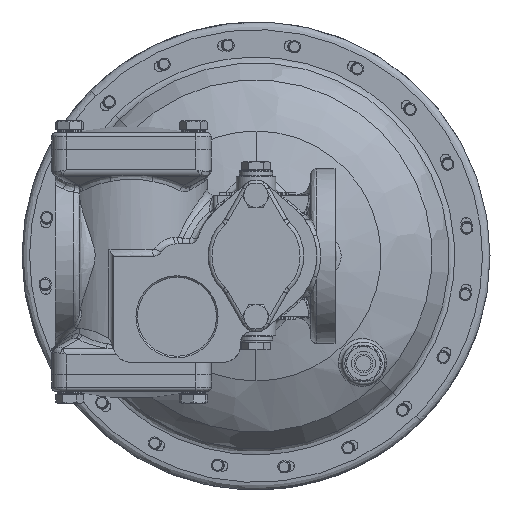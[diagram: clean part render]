
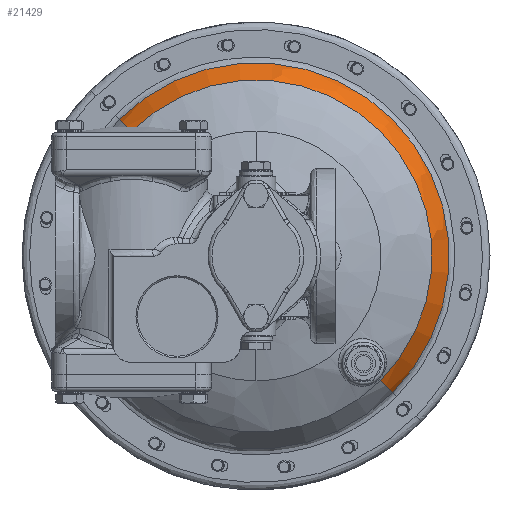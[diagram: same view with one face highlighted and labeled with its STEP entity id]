
A CAD part, front view. The second image highlights one B-rep face of the part: STEP entity #21429.
In plain terms, the highlighted free-form (B-spline) face has degree [3, 3] with [4, 4] control points.
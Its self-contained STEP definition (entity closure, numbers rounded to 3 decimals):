
#4068 = CARTESIAN_POINT ( 'NONE',  ( 307.771, 129.732, 88.261 ) ) ;
#6081 = CIRCLE ( 'NONE', #84091, 115.846 ) ;
#7656 = VERTEX_POINT ( 'NONE', #11540 ) ;
#8824 = CARTESIAN_POINT ( 'NONE',  ( 124.903, 119.65, -81.915 ) ) ;
#10873 = DIRECTION ( 'NONE',  ( 0.707, 0., 0.707 ) ) ;
#11305 = ORIENTED_EDGE ( 'NONE', *, *, #49857, .T. ) ;
#11540 = CARTESIAN_POINT ( 'NONE',  ( -46.917, 136.126, 89.905 ) ) ;
#12587 = DIRECTION ( 'NONE',  ( -0.707, 0., -0.707 ) ) ;
#14151 = CIRCLE ( 'NONE', #87574, 40. ) ;
#14189 = DIRECTION ( 'NONE',  ( 0., -1., 0. ) ) ;
#14551 = CARTESIAN_POINT ( 'NONE',  ( -42.553, 124.122, 85.54 ) ) ;
#21429 = ADVANCED_FACE ( 'NONE', ( #116817 ), #123901, .T. ) ;
#22620 = CIRCLE ( 'NONE', #23231, 40. ) ;
#23231 = AXIS2_PLACEMENT_3D ( 'NONE', #75197, #12587, #85755 ) ;
#25039 = CARTESIAN_POINT ( 'NONE',  ( 299.609, 124.122, 85.54 ) ) ;
#28876 = ORIENTED_EDGE ( 'NONE', *, *, #51692, .T. ) ;
#32664 = CARTESIAN_POINT ( 'NONE',  ( 132.893, 136.126, -89.905 ) ) ;
#35537 = CARTESIAN_POINT ( 'NONE',  ( -38.928, 119.65, 81.915 ) ) ;
#46064 = CARTESIAN_POINT ( 'NONE',  ( 288.734, 119.65, 81.915 ) ) ;
#46215 = CARTESIAN_POINT ( 'NONE',  ( 42.988, 119.65, 0. ) ) ;
#49857 = EDGE_CURVE ( 'NONE', #93714, #7656, #86290, .T. ) ;
#51692 = EDGE_CURVE ( 'NONE', #98319, #82982, #6081, .T. ) ;
#56124 = CARTESIAN_POINT ( 'NONE',  ( 132.893, 136.126, -89.905 ) ) ;
#56716 = DIRECTION ( 'NONE',  ( -0.707, 0., 0.707 ) ) ;
#63649 = ORIENTED_EDGE ( 'NONE', *, *, #88959, .F. ) ;
#66671 = CARTESIAN_POINT ( 'NONE',  ( 131.249, 129.732, 264.783 ) ) ;
#66908 = CARTESIAN_POINT ( 'NONE',  ( -38.928, 119.65, 81.915 ) ) ;
#73492 = CARTESIAN_POINT ( 'NONE',  ( -20.335, 149.794, 63.323 ) ) ;
#75197 = CARTESIAN_POINT ( 'NONE',  ( 106.311, 149.794, -63.323 ) ) ;
#76709 = CARTESIAN_POINT ( 'NONE',  ( 132.893, 136.126, 269.714 ) ) ;
#76789 = CARTESIAN_POINT ( 'NONE',  ( 42.988, 136.126, 0. ) ) ;
#77160 = CARTESIAN_POINT ( 'NONE',  ( 131.249, 129.732, -88.261 ) ) ;
#82982 = VERTEX_POINT ( 'NONE', #8824 ) ;
#84056 = DIRECTION ( 'NONE',  ( -0.707, 0., 0.707 ) ) ;
#84091 = AXIS2_PLACEMENT_3D ( 'NONE', #46215, #119356, #56716 ) ;
#85755 = DIRECTION ( 'NONE',  ( 0.707, 0., -0.707 ) ) ;
#86290 = CIRCLE ( 'NONE', #127681, 127.145 ) ;
#87331 = DIRECTION ( 'NONE',  ( -0.707, 0., 0.707 ) ) ;
#87574 = AXIS2_PLACEMENT_3D ( 'NONE', #73492, #10873, #84056 ) ;
#87701 = CARTESIAN_POINT ( 'NONE',  ( 128.528, 124.122, 256.621 ) ) ;
#88959 = EDGE_CURVE ( 'NONE', #93714, #82982, #22620, .T. ) ;
#93330 = EDGE_LOOP ( 'NONE', ( #63649, #11305, #125993, #28876 ) ) ;
#93714 = VERTEX_POINT ( 'NONE', #32664 ) ;
#98175 = CARTESIAN_POINT ( 'NONE',  ( 128.528, 124.122, -85.54 ) ) ;
#98319 = VERTEX_POINT ( 'NONE', #66908 ) ;
#108270 = CARTESIAN_POINT ( 'NONE',  ( -46.917, 136.126, 89.905 ) ) ;
#108737 = CARTESIAN_POINT ( 'NONE',  ( 124.903, 119.65, 245.746 ) ) ;
#113522 = EDGE_CURVE ( 'NONE', #7656, #98319, #14151, .T. ) ;
#116817 = FACE_OUTER_BOUND ( 'NONE', #93330, .T. ) ;
#118773 = CARTESIAN_POINT ( 'NONE',  ( 312.702, 136.126, 89.905 ) ) ;
#119218 = CARTESIAN_POINT ( 'NONE',  ( 124.903, 119.65, -81.915 ) ) ;
#119356 = DIRECTION ( 'NONE',  ( 0., 1., 0. ) ) ;
#123901 =( BOUNDED_SURFACE ( )  B_SPLINE_SURFACE ( 3, 3, ( 
 ( #108270, #76709, #118773, #56124 ),
 ( #129292, #66671, #4068, #77160 ),
 ( #14551, #87701, #25039, #98175 ),
 ( #35537, #108737, #46064, #119218 ) ),
 .UNSPECIFIED., .F., .F., .F. ) 
 B_SPLINE_SURFACE_WITH_KNOTS ( ( 4, 4 ),
 ( 4, 4 ),
 ( 0., 1. ),
 ( 0., 1. ),
 .UNSPECIFIED. ) 
 GEOMETRIC_REPRESENTATION_ITEM ( )  RATIONAL_B_SPLINE_SURFACE ( (
 ( 1., 0.333, 0.333, 1.),
 ( 0.979, 0.326, 0.326, 0.979),
 ( 0.979, 0.326, 0.326, 0.979),
 ( 1., 0.333, 0.333, 1.) ) ) 
 REPRESENTATION_ITEM ( '' )  SURFACE ( )  );
#125993 = ORIENTED_EDGE ( 'NONE', *, *, #113522, .T. ) ;
#127681 = AXIS2_PLACEMENT_3D ( 'NONE', #76789, #14189, #87331 ) ;
#129292 = CARTESIAN_POINT ( 'NONE',  ( -45.273, 129.732, 88.261 ) ) ;
